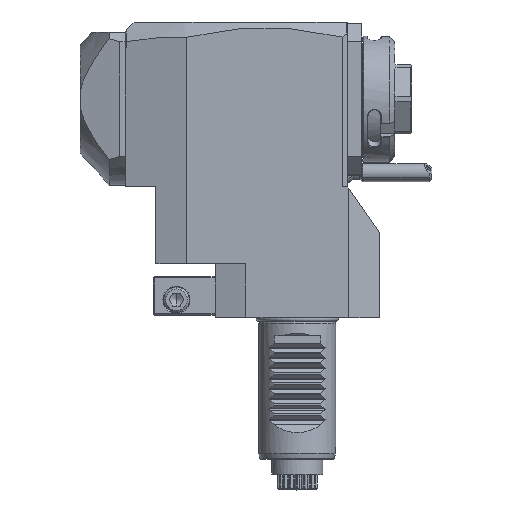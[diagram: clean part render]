
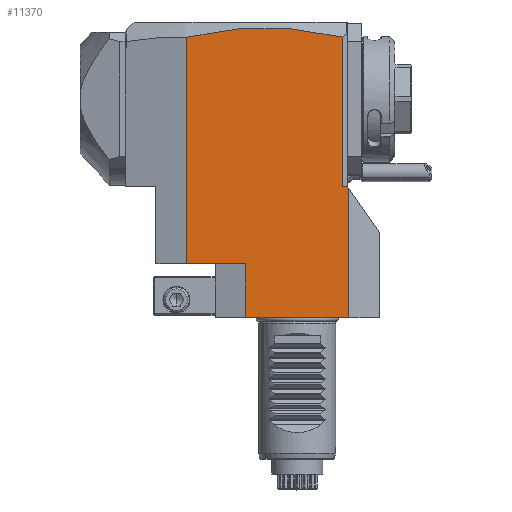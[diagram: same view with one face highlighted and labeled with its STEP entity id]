
A CAD part, top view. The second image highlights one B-rep face of the part: STEP entity #11370.
In plain terms, the highlighted planar face has unit normal (0, 0, 1).
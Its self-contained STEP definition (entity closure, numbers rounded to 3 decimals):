
#21=DIRECTION('',(0.,-1.,0.));
#22=VECTOR('',#21,88.092);
#23=CARTESIAN_POINT('',(-20.,58.092,32.));
#24=LINE('',#23,#22);
#39=CARTESIAN_POINT('',(40.5,58.133,32.));
#40=CARTESIAN_POINT('',(35.458,59.345,32.));
#41=CARTESIAN_POINT('',(25.373,61.145,32.));
#42=CARTESIAN_POINT('',(10.247,62.032,32.));
#43=CARTESIAN_POINT('',(-4.877,61.124,32.));
#44=CARTESIAN_POINT('',(-14.959,59.311,32.));
#45=CARTESIAN_POINT('',(-20.,58.092,32.));
#47=DIRECTION('',(-0.574,0.819,0.));
#48=VECTOR('',#47,0.872);
#49=CARTESIAN_POINT('',(43.,-0.714,32.));
#50=LINE('',#49,#48);
#51=DIRECTION('',(0.,1.,0.));
#52=VECTOR('',#51,50.286);
#53=CARTESIAN_POINT('',(43.,-51.,32.));
#54=LINE('',#53,#52);
#127=DIRECTION('',(1.,0.,0.));
#128=VECTOR('',#127,23.);
#129=CARTESIAN_POINT('',(-20.,-30.,32.));
#130=LINE('',#129,#128);
#772=DIRECTION('',(0.,1.,0.));
#773=VECTOR('',#772,58.133);
#774=CARTESIAN_POINT('',(40.5,0.,32.));
#775=LINE('',#774,#773);
#785=DIRECTION('',(-1.,0.,0.));
#786=VECTOR('',#785,2.);
#787=CARTESIAN_POINT('',(42.5,0.,32.));
#788=LINE('',#787,#786);
#3239=DIRECTION('',(0.,-1.,0.));
#3240=VECTOR('',#3239,21.);
#3241=CARTESIAN_POINT('',(3.,-30.,32.));
#3242=LINE('',#3241,#3240);
#3263=DIRECTION('',(-1.,0.,0.));
#3264=VECTOR('',#3263,40.);
#3265=CARTESIAN_POINT('',(43.,-51.,32.));
#3266=LINE('',#3265,#3264);
#9979=VERTEX_POINT('',#39);
#9980=VERTEX_POINT('',#45);
#10917=CARTESIAN_POINT('',(43.,-51.,32.));
#10918=VERTEX_POINT('',#10917);
#10919=CARTESIAN_POINT('',(3.,-51.,32.));
#10920=VERTEX_POINT('',#10919);
#10961=CARTESIAN_POINT('',(-20.,-30.,32.));
#10963=VERTEX_POINT('',#10961);
#10969=CARTESIAN_POINT('',(43.,-0.714,32.));
#10970=CARTESIAN_POINT('',(42.5,0.,32.));
#10971=VERTEX_POINT('',#10969);
#10972=VERTEX_POINT('',#10970);
#11089=CARTESIAN_POINT('',(40.5,0.,32.));
#11090=VERTEX_POINT('',#11089);
#11289=CARTESIAN_POINT('',(3.,-30.,32.));
#11290=VERTEX_POINT('',#11289);
#11346=CARTESIAN_POINT('',(-44.,0.,32.));
#11347=DIRECTION('',(0.,0.,1.));
#11348=DIRECTION('',(1.,0.,0.));
#11349=AXIS2_PLACEMENT_3D('',#11346,#11347,#11348);
#11350=PLANE('',#11349);
#11352=ORIENTED_EDGE('',*,*,#11351,.F.);
#11354=ORIENTED_EDGE('',*,*,#11353,.T.);
#11356=ORIENTED_EDGE('',*,*,#11355,.F.);
#11358=ORIENTED_EDGE('',*,*,#11357,.F.);
#11359=ORIENTED_EDGE('',*,*,#11329,.F.);
#11361=ORIENTED_EDGE('',*,*,#11360,.F.);
#11363=ORIENTED_EDGE('',*,*,#11362,.F.);
#11365=ORIENTED_EDGE('',*,*,#11364,.F.);
#11367=ORIENTED_EDGE('',*,*,#11366,.F.);
#11368=EDGE_LOOP('',(#11352,#11354,#11356,#11358,#11359,#11361,#11363,#11365,
#11367));
#11369=FACE_OUTER_BOUND('',#11368,.F.);
#46=B_SPLINE_CURVE_WITH_KNOTS('',3,(#39,#40,#41,#42,#43,#44,#45),.UNSPECIFIED.,
.F.,.F.,(4,1,1,1,4),(0.,0.25,0.5,0.75,1.),.UNSPECIFIED.);
#11329=EDGE_CURVE('',#9980,#10963,#24,.T.);
#11351=EDGE_CURVE('',#10918,#10971,#54,.T.);
#11353=EDGE_CURVE('',#10918,#10920,#3266,.T.);
#11355=EDGE_CURVE('',#11290,#10920,#3242,.T.);
#11357=EDGE_CURVE('',#10963,#11290,#130,.T.);
#11360=EDGE_CURVE('',#9979,#9980,#46,.T.);
#11362=EDGE_CURVE('',#11090,#9979,#775,.T.);
#11364=EDGE_CURVE('',#10972,#11090,#788,.T.);
#11366=EDGE_CURVE('',#10971,#10972,#50,.T.);
#11370=ADVANCED_FACE('',(#11369),#11350,.T.);
